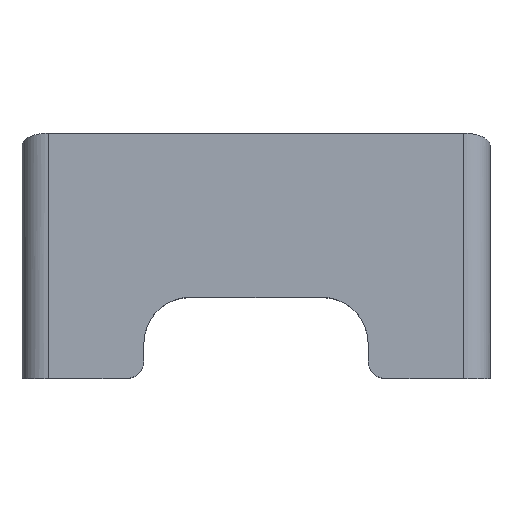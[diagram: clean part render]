
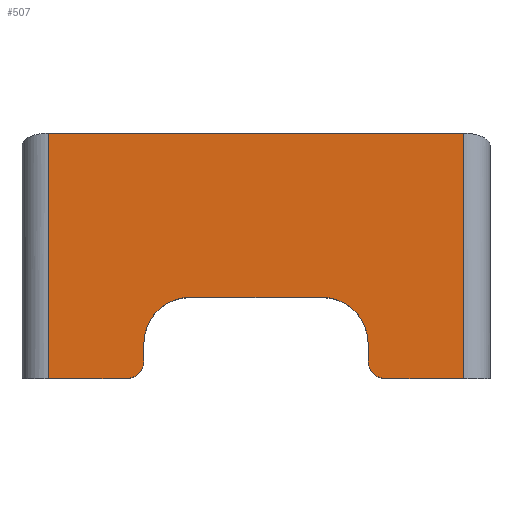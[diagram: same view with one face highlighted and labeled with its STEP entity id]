
A CAD part, top view. The second image highlights one B-rep face of the part: STEP entity #507.
In plain terms, the highlighted planar face has unit normal (0, 0, 1).
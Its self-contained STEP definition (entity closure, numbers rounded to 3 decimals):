
#38=PLANE('',#576);
#64=FACE_OUTER_BOUND('',#94,.T.);
#94=EDGE_LOOP('',(#423,#424,#425,#426,#427,#428,#429,#430,#431,#432,#433,
#434));
#112=LINE('',#771,#152);
#115=LINE('',#806,#155);
#122=LINE('',#822,#162);
#131=LINE('',#860,#171);
#137=LINE('',#875,#177);
#139=LINE('',#883,#179);
#140=LINE('',#885,#180);
#141=LINE('',#886,#181);
#152=VECTOR('',#618,1000.);
#155=VECTOR('',#637,1000.);
#162=VECTOR('',#652,1000.);
#171=VECTOR('',#693,1000.);
#177=VECTOR('',#705,1000.);
#179=VECTOR('',#715,1000.);
#180=VECTOR('',#718,1000.);
#181=VECTOR('',#719,1000.);
#196=CIRCLE('',#550,5.2);
#198=CIRCLE('',#554,2.);
#200=CIRCLE('',#557,2.);
#204=CIRCLE('',#566,5.2);
#217=VERTEX_POINT('',#767);
#218=VERTEX_POINT('',#769);
#227=VERTEX_POINT('',#804);
#228=VERTEX_POINT('',#805);
#231=VERTEX_POINT('',#815);
#233=VERTEX_POINT('',#821);
#235=VERTEX_POINT('',#827);
#237=VERTEX_POINT('',#833);
#238=VERTEX_POINT('',#834);
#245=VERTEX_POINT('',#854);
#251=VERTEX_POINT('',#872);
#252=VERTEX_POINT('',#874);
#269=EDGE_CURVE('',#218,#217,#112,.T.);
#280=EDGE_CURVE('',#227,#228,#115,.T.);
#286=EDGE_CURVE('',#227,#231,#196,.T.);
#289=EDGE_CURVE('',#231,#233,#122,.T.);
#292=EDGE_CURVE('',#233,#235,#198,.T.);
#295=EDGE_CURVE('',#237,#238,#200,.T.);
#305=EDGE_CURVE('',#228,#245,#204,.T.);
#308=EDGE_CURVE('',#245,#238,#131,.T.);
#315=EDGE_CURVE('',#252,#251,#137,.T.);
#320=EDGE_CURVE('',#217,#251,#139,.T.);
#321=EDGE_CURVE('',#218,#237,#140,.T.);
#322=EDGE_CURVE('',#252,#235,#141,.T.);
#423=ORIENTED_EDGE('',*,*,#269,.F.);
#424=ORIENTED_EDGE('',*,*,#321,.T.);
#425=ORIENTED_EDGE('',*,*,#295,.T.);
#426=ORIENTED_EDGE('',*,*,#308,.F.);
#427=ORIENTED_EDGE('',*,*,#305,.F.);
#428=ORIENTED_EDGE('',*,*,#280,.F.);
#429=ORIENTED_EDGE('',*,*,#286,.T.);
#430=ORIENTED_EDGE('',*,*,#289,.T.);
#431=ORIENTED_EDGE('',*,*,#292,.T.);
#432=ORIENTED_EDGE('',*,*,#322,.F.);
#433=ORIENTED_EDGE('',*,*,#315,.T.);
#434=ORIENTED_EDGE('',*,*,#320,.F.);
#507=ADVANCED_FACE('',(#64),#38,.F.);
#550=AXIS2_PLACEMENT_3D('',#816,#645,#646);
#554=AXIS2_PLACEMENT_3D('',#828,#657,#658);
#557=AXIS2_PLACEMENT_3D('',#835,#664,#665);
#566=AXIS2_PLACEMENT_3D('',#855,#686,#687);
#576=AXIS2_PLACEMENT_3D('',#884,#716,#717);
#618=DIRECTION('',(0.,1.,0.));
#637=DIRECTION('',(-1.,0.,0.));
#645=DIRECTION('center_axis',(0.,0.,
-1.));
#646=DIRECTION('ref_axis',(0.707,0.707,0.));
#652=DIRECTION('',(0.,-1.,0.));
#657=DIRECTION('center_axis',(0.,0.,
1.));
#658=DIRECTION('ref_axis',(-0.707,-0.707,0.));
#664=DIRECTION('center_axis',(0.,0.,
1.));
#665=DIRECTION('ref_axis',(0.707,-0.707,0.));
#686=DIRECTION('center_axis',(0.,0.,
1.));
#687=DIRECTION('ref_axis',(-0.707,0.707,0.));
#693=DIRECTION('',(0.,-1.,0.));
#705=DIRECTION('',(0.,1.,0.));
#715=DIRECTION('',(1.,0.,0.));
#716=DIRECTION('center_axis',(0.,0.,
-1.));
#717=DIRECTION('ref_axis',(-1.,0.,0.));
#718=DIRECTION('',(1.,0.,0.));
#719=DIRECTION('',(-1.,0.,0.));
#767=CARTESIAN_POINT('',(-18.95,326.8,-9.25));
#769=CARTESIAN_POINT('',(-18.95,299.,-9.25));
#771=CARTESIAN_POINT('',(-18.95,308.,-9.25));
#804=CARTESIAN_POINT('',(12.04,308.2,-9.25));
#805=CARTESIAN_POINT('',(-2.95,308.2,-9.25));
#806=CARTESIAN_POINT('',(10.793,308.2,-9.25));
#815=CARTESIAN_POINT('',(17.24,303.,-9.25));
#816=CARTESIAN_POINT('Origin',(12.04,303.,-9.25));
#821=CARTESIAN_POINT('',(17.24,301.,-9.25));
#822=CARTESIAN_POINT('',(17.24,308.,-9.25));
#827=CARTESIAN_POINT('',(19.24,299.,-9.25));
#828=CARTESIAN_POINT('Origin',(19.24,301.,-9.25));
#833=CARTESIAN_POINT('',(-10.15,299.,-9.25));
#834=CARTESIAN_POINT('',(-8.15,301.,-9.25));
#835=CARTESIAN_POINT('Origin',(-10.15,301.,-9.25));
#854=CARTESIAN_POINT('',(-8.15,303.,-9.25));
#855=CARTESIAN_POINT('Origin',(-2.95,303.,-9.25));
#860=CARTESIAN_POINT('',(-8.15,308.,-9.25));
#872=CARTESIAN_POINT('',(28.04,326.8,-9.25));
#874=CARTESIAN_POINT('',(28.04,299.,-9.25));
#875=CARTESIAN_POINT('',(28.04,308.,-9.25));
#883=CARTESIAN_POINT('',(-2.455,326.8,-9.25));
#884=CARTESIAN_POINT('Origin',(17.04,308.,-9.25));
#885=CARTESIAN_POINT('',(20.54,299.,-9.25));
#886=CARTESIAN_POINT('',(20.54,299.,-9.25));
